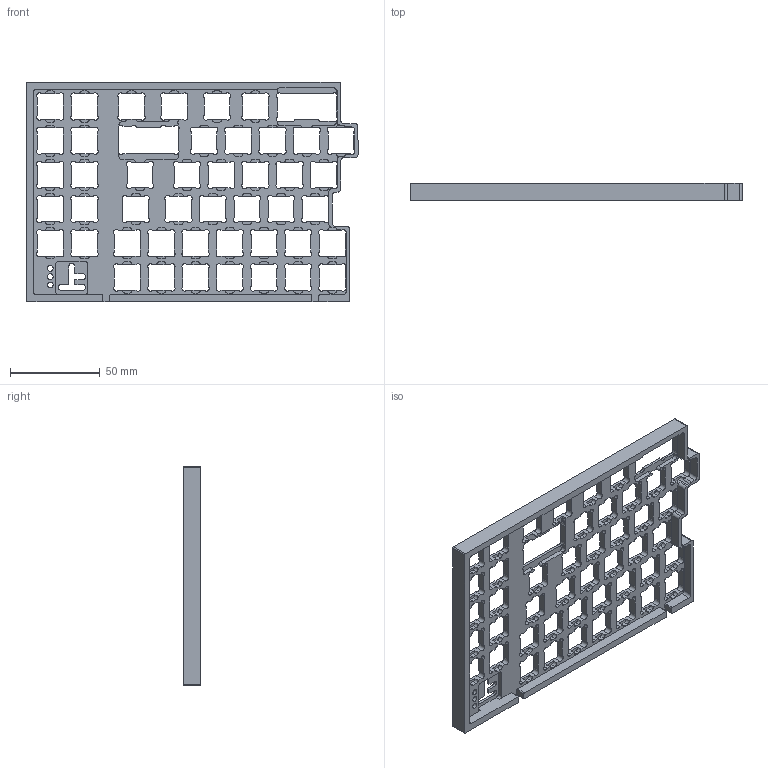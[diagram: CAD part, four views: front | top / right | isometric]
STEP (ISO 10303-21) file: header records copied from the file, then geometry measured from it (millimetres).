
FILE_DESCRIPTION (( 'STEP AP214' ), '1' );
FILE_NAME ('EnclosedPlate-Left.STEP', '2022-09-28T06:56:08', ( '' ), ( '' ), 'SwSTEP 2.0', 'SolidWorks 2022', '' );
FILE_SCHEMA (( 'AUTOMOTIVE_DESIGN' ));
Length unit declared in the file: millimetre
Products named in the file (1): EnclosedPlate-Left
Bounding box: 184.97 x 9.5 x 122.3 mm (x, y, z)
Volume: 52937.2 mm3; surface area: 43749 mm2
Topology: 1 solids, 1 shells, 957 faces, 2886 edges, 1924 vertices
Faces by surface type: cylinder 527, plane 430
Entity records: 33005 total; most frequent: DIRECTION 5869, ORIENTED_EDGE 5772, CARTESIAN_POINT 5768, EDGE_CURVE 2886, AXIS2_PLACEMENT_3D 2025, VERTEX_POINT 1924, VECTOR 1819, LINE 1819
